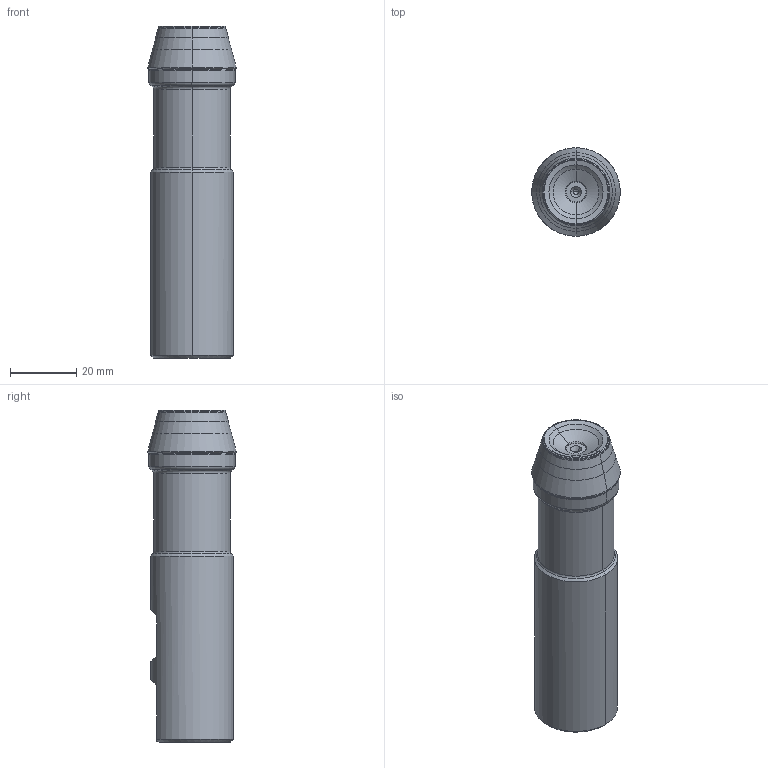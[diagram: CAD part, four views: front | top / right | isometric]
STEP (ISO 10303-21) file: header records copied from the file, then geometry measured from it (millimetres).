
FILE_DESCRIPTION((''),'2;1');
FILE_NAME('12L1C020044W5R00__ASM','2009-07-27T',('poussios_pc'),(''),'PRO/ENGINEER BY PARAMETRIC TECHNOLOGY CORPORATION, 2007460','PRO/ENGINEER BY PARAMETRIC TECHNOLOGY CORPORATION, 2007460','');
FILE_SCHEMA(('CONFIG_CONTROL_DESIGN'));
Length unit declared in the file: millimetre
Products named in the file (3): 12L1C020044W5R00_HSG; SCHNEIDE; 12L1C020044W5R00__ASM
Assembly tree (2 placements, depth 2):
  12L1C020044W5R00__ASM
    12L1C020044W5R00_HSG
    SCHNEIDE
Bounding box: 26.65 x 26.66 x 100 mm (x, y, z)
Volume: 47693.4 mm3; surface area: 12040 mm2
Topology: 2 solids, 2 shells, 91 faces, 190 edges, 100 vertices
Faces by surface type: revolution 44, cone 17, torus 12, cylinder 10, plane 8
Entity records: 5097 total; most frequent: CARTESIAN_POINT 3135, DIRECTION 381, ORIENTED_EDGE 372, EDGE_CURVE 186, AXIS2_PLACEMENT_3D 151, VERTEX_POINT 100, CIRCLE 99, B_SPLINE_CURVE_WITH_KNOTS 96
